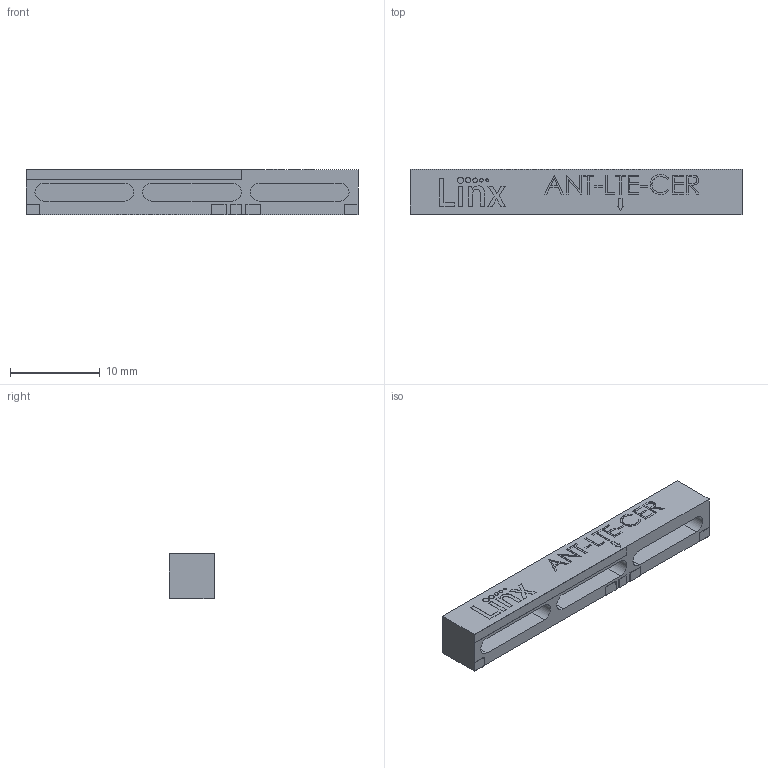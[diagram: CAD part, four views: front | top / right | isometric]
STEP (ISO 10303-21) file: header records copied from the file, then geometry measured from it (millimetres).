
FILE_DESCRIPTION (( 'STEP AP214' ), '1' );
FILE_NAME ('ANT-LTE-CER.STEP', '2019-02-16T22:15:43', ( '' ), ( '' ), 'SwSTEP 2.0', 'SolidWorks 2018', '' );
FILE_SCHEMA (( 'AUTOMOTIVE_DESIGN' ));
Length unit declared in the file: millimetre
Products named in the file (1): ANT-LTE-CER
Bounding box: 37 x 5.05 x 5.02 mm (x, y, z)
Volume: 705.2 mm3; surface area: 1158.5 mm2
Topology: 27 solids, 27 shells, 259 faces, 603 edges, 402 vertices
Faces by surface type: plane 220, bspline 23, cylinder 16
Entity records: 9270 total; most frequent: CARTESIAN_POINT 2544, ORIENTED_EDGE 1206, DIRECTION 1063, EDGE_CURVE 603, LINE 525, VECTOR 525, VERTEX_POINT 402, AXIS2_PLACEMENT_3D 269
